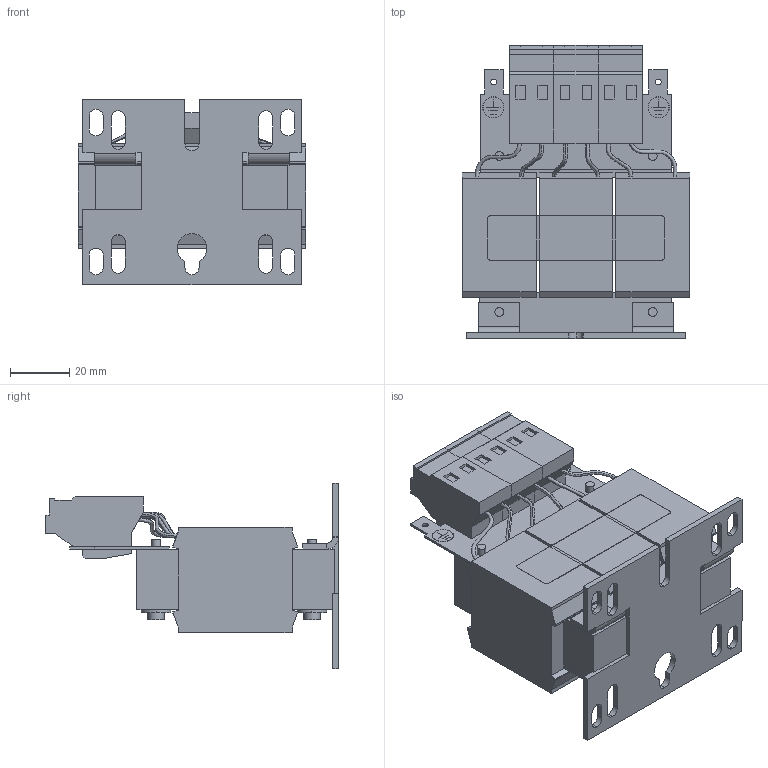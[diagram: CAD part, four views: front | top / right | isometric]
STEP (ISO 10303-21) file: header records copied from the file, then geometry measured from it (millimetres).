
FILE_DESCRIPTION (( 'STEP AP214' ), '1' );
FILE_NAME ('1010958.STEP', '2025-03-12T15:44:47', ( '' ), ( '' ), 'SwSTEP 2.0', 'SolidWorks 2022', '' );
FILE_SCHEMA (( 'AUTOMOTIVE_DESIGN' ));
Length unit declared in the file: millimetre
Products named in the file (1): 1010958
Bounding box: 77 x 99.3 x 63 mm (x, y, z)
Volume: 175346.6 mm3; surface area: 41353.2 mm2
Topology: 1 solids, 1 shells, 444 faces, 1172 edges, 748 vertices
Faces by surface type: plane 347, cylinder 85, bspline 12
Entity records: 20484 total; most frequent: CARTESIAN_POINT 9373, ORIENTED_EDGE 2344, DIRECTION 2172, EDGE_CURVE 1172, LINE 962, VECTOR 962, VERTEX_POINT 748, AXIS2_PLACEMENT_3D 605
